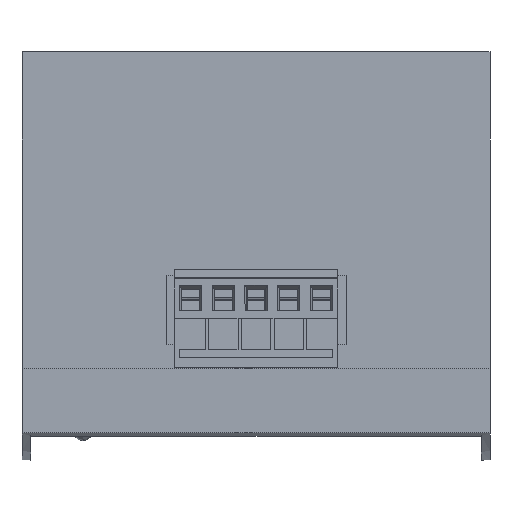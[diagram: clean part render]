
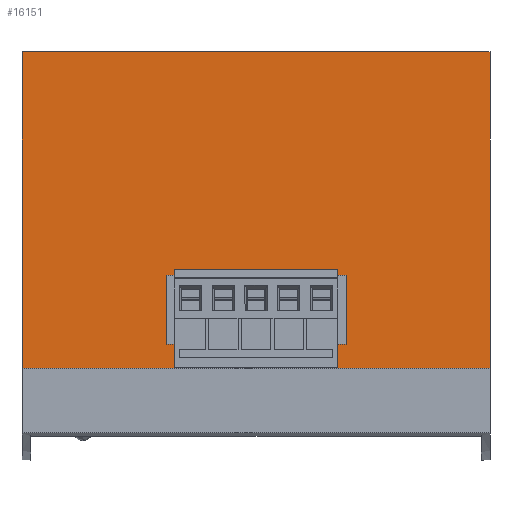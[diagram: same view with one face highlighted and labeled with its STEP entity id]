
A CAD part, front view. The second image highlights one B-rep face of the part: STEP entity #16151.
In plain terms, the highlighted planar face has unit normal (0, -1, 0).
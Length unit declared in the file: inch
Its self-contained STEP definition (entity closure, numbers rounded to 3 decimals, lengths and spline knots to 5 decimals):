
#33 = EDGE_CURVE ( 'NONE', #24805, #6129, #8028, .T. ) ;
#121 = ORIENTED_EDGE ( 'NONE', *, *, #14826, .F. ) ;
#920 = FACE_OUTER_BOUND ( 'NONE', #9776, .T. ) ;
#1244 = VECTOR ( 'NONE', #1336, 39.37008 ) ;
#1335 = CARTESIAN_POINT ( 'NONE',  ( 1.40748, -1.7874, -0.95079 ) ) ;
#1336 = DIRECTION ( 'NONE',  ( 0., 0., 1. ) ) ;
#1587 = ORIENTED_EDGE ( 'NONE', *, *, #14501, .T. ) ;
#3098 = ORIENTED_EDGE ( 'NONE', *, *, #6635, .F. ) ;
#3292 = VECTOR ( 'NONE', #4516, 39.37008 ) ;
#3391 = CARTESIAN_POINT ( 'NONE',  ( 1.40748, -1.7874, 0.95079 ) ) ;
#3481 = CARTESIAN_POINT ( 'NONE',  ( 1.40748, -1.7874, -0.80709 ) ) ;
#3610 = LINE ( 'NONE', #14273, #15331 ) ;
#4025 = ORIENTED_EDGE ( 'NONE', *, *, #11490, .F. ) ;
#4118 = DIRECTION ( 'NONE',  ( 0., 0., -1. ) ) ;
#4516 = DIRECTION ( 'NONE',  ( -1., 0., 0. ) ) ;
#4739 = CARTESIAN_POINT ( 'NONE',  ( -1.40748, -1.7874, 0.95079 ) ) ;
#4848 = VERTEX_POINT ( 'NONE', #23535 ) ;
#5188 = EDGE_CURVE ( 'NONE', #11941, #20037, #20199, .T. ) ;
#6129 = VERTEX_POINT ( 'NONE', #18333 ) ;
#6289 = CARTESIAN_POINT ( 'NONE',  ( 1.40748, -1.7874, -0.95079 ) ) ;
#6475 = CARTESIAN_POINT ( 'NONE',  ( 1.40748, -1.7874, 0.95079 ) ) ;
#6635 = EDGE_CURVE ( 'NONE', #13138, #4848, #13250, .T. ) ;
#6676 = LINE ( 'NONE', #8786, #19551 ) ;
#7189 = DIRECTION ( 'NONE',  ( 0., 0., 1. ) ) ;
#8028 = LINE ( 'NONE', #9190, #24007 ) ;
#8504 = LINE ( 'NONE', #12795, #1244 ) ;
#8680 = VECTOR ( 'NONE', #18194, 39.37008 ) ;
#8786 = CARTESIAN_POINT ( 'NONE',  ( 1.40748, -1.7874, 0.95079 ) ) ;
#9190 = CARTESIAN_POINT ( 'NONE',  ( 1.40748, -1.7874, -0.39173 ) ) ;
#9267 = DIRECTION ( 'NONE',  ( -1., 0., 0. ) ) ;
#9281 = DIRECTION ( 'NONE',  ( 0., 1., 0. ) ) ;
#9374 = VECTOR ( 'NONE', #23424, 39.37008 ) ;
#9776 = EDGE_LOOP ( 'NONE', ( #3098, #10732, #1587, #121 ) ) ;
#9779 = CARTESIAN_POINT ( 'NONE',  ( -0.54134, -1.7874, 0.95079 ) ) ;
#10732 = ORIENTED_EDGE ( 'NONE', *, *, #12934, .T. ) ;
#11340 = CARTESIAN_POINT ( 'NONE',  ( -1.40748, -1.7874, 0.95079 ) ) ;
#11490 = EDGE_CURVE ( 'NONE', #20037, #24805, #8504, .T. ) ;
#11797 = EDGE_CURVE ( 'NONE', #6129, #11941, #13761, .T. ) ;
#11941 = VERTEX_POINT ( 'NONE', #12964 ) ;
#12795 = CARTESIAN_POINT ( 'NONE',  ( 0.54134, -1.7874, 0.95079 ) ) ;
#12934 = EDGE_CURVE ( 'NONE', #13138, #24113, #3610, .T. ) ;
#12964 = CARTESIAN_POINT ( 'NONE',  ( -0.54134, -1.7874, -0.80709 ) ) ;
#13138 = VERTEX_POINT ( 'NONE', #1335 ) ;
#13151 = PLANE ( 'NONE',  #24031 ) ;
#13250 = LINE ( 'NONE', #6289, #3292 ) ;
#13761 = LINE ( 'NONE', #9779, #15868 ) ;
#13793 = LINE ( 'NONE', #4739, #8680 ) ;
#14273 = CARTESIAN_POINT ( 'NONE',  ( 1.40748, -1.7874, 0.89237 ) ) ;
#14489 = FACE_BOUND ( 'NONE', #17610, .T. ) ;
#14501 = EDGE_CURVE ( 'NONE', #24113, #23926, #6676, .T. ) ;
#14826 = EDGE_CURVE ( 'NONE', #4848, #23926, #13793, .T. ) ;
#15331 = VECTOR ( 'NONE', #16274, 39.37008 ) ;
#15468 = ORIENTED_EDGE ( 'NONE', *, *, #11797, .F. ) ;
#15719 = ORIENTED_EDGE ( 'NONE', *, *, #5188, .F. ) ;
#15868 = VECTOR ( 'NONE', #4118, 39.37008 ) ;
#16151 = ADVANCED_FACE ( 'NONE', ( #920, #14489 ), #13151, .F. ) ;
#16274 = DIRECTION ( 'NONE',  ( 0., 0., 1. ) ) ;
#17610 = EDGE_LOOP ( 'NONE', ( #4025, #15719, #15468, #20532 ) ) ;
#18194 = DIRECTION ( 'NONE',  ( 0., 0., 1. ) ) ;
#18333 = CARTESIAN_POINT ( 'NONE',  ( -0.54134, -1.7874, -0.39173 ) ) ;
#19551 = VECTOR ( 'NONE', #22188, 39.37008 ) ;
#20037 = VERTEX_POINT ( 'NONE', #24625 ) ;
#20129 = CARTESIAN_POINT ( 'NONE',  ( 0.54134, -1.7874, -0.39173 ) ) ;
#20199 = LINE ( 'NONE', #3481, #9374 ) ;
#20532 = ORIENTED_EDGE ( 'NONE', *, *, #33, .F. ) ;
#22188 = DIRECTION ( 'NONE',  ( -1., 0., 0. ) ) ;
#23424 = DIRECTION ( 'NONE',  ( 1., 0., 0. ) ) ;
#23535 = CARTESIAN_POINT ( 'NONE',  ( -1.40748, -1.7874, -0.95079 ) ) ;
#23926 = VERTEX_POINT ( 'NONE', #11340 ) ;
#24007 = VECTOR ( 'NONE', #9267, 39.37008 ) ;
#24031 = AXIS2_PLACEMENT_3D ( 'NONE', #3391, #9281, #7189 ) ;
#24113 = VERTEX_POINT ( 'NONE', #6475 ) ;
#24625 = CARTESIAN_POINT ( 'NONE',  ( 0.54134, -1.7874, -0.80709 ) ) ;
#24805 = VERTEX_POINT ( 'NONE', #20129 ) ;
